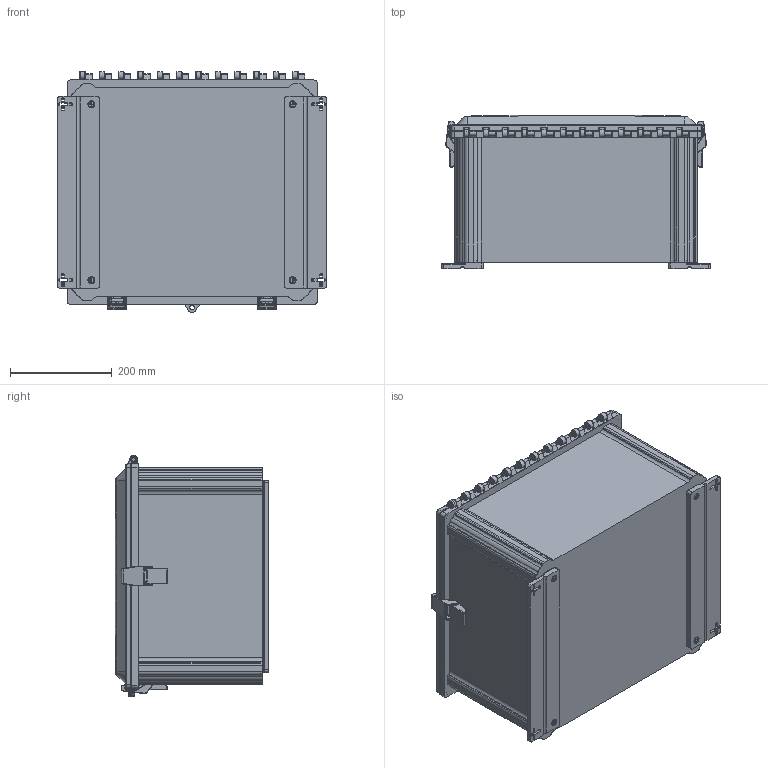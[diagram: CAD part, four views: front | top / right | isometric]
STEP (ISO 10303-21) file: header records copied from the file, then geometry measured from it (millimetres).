
FILE_DESCRIPTION (( 'STEP AP214' ), '1' );
FILE_NAME ('AHF181610C.STEP', '2024-03-05T20:25:00', ( '' ), ( '' ), 'SwSTEP 2.0', 'SolidWorks 2023', '' );
FILE_SCHEMA (( 'AUTOMOTIVE_DESIGN' ));
Length unit declared in the file: inch
Products named in the file (1): AHF181610C
Bounding box: 529.84 x 302.4 x 474.38 mm (x, y, z)
Volume: 4420340.8 mm3; surface area: 2079211.8 mm2
Topology: 10 solids, 11 shells, 2440 faces, 6103 edges, 3723 vertices
Faces by surface type: cylinder 796, plane 778, bspline 700, cone 94, torus 68, sphere 4
Full cylindrical faces by diameter (mm): 4.76 x21, 4.953 x4, 5.08 x8, 6.35 x5, 6.858 x1, 7.111 x4, 7.937 x12, 8.319 x12, 9.525 x2, 9.906 x4, 11.43 x1, 12.38 x21, 15.88 x4
Entity records: 120580 total; most frequent: CARTESIAN_POINT 71346, ORIENTED_EDGE 11890, DIRECTION 7505, EDGE_CURVE 5945, VERTEX_POINT 3689, VECTOR 2687, LINE 2687, EDGE_LOOP 2664
